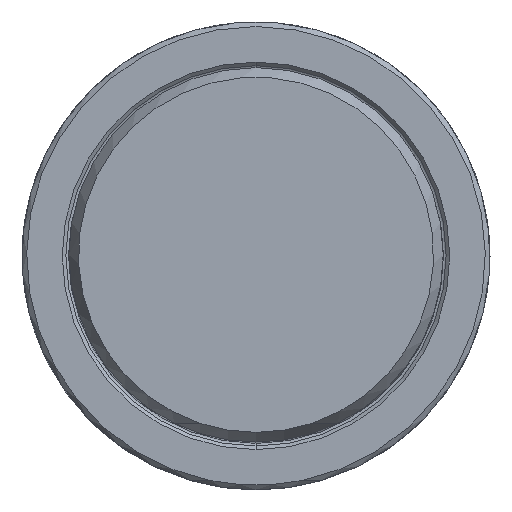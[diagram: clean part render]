
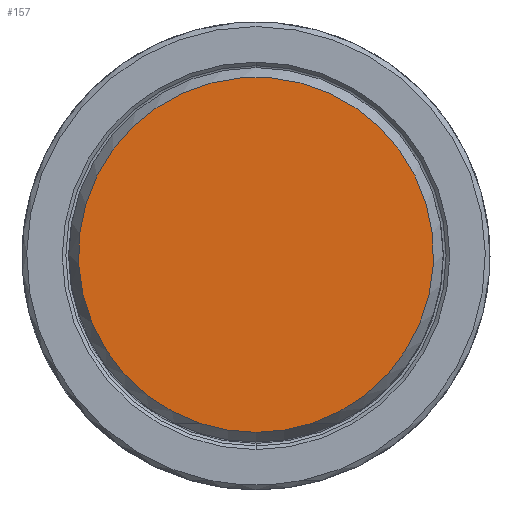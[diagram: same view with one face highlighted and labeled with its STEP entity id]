
A CAD part, top view. The second image highlights one B-rep face of the part: STEP entity #157.
In plain terms, the highlighted planar face has unit normal (0, 0, 1).
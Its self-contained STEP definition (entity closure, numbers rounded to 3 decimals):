
#58=PLANE('',#1290);
#157=ADVANCED_FACE('',(#252),#58,.F.);
#252=FACE_OUTER_BOUND('',#319,.T.);
#319=EDGE_LOOP('',(#578,#579));
#578=ORIENTED_EDGE('',*,*,#798,.T.);
#579=ORIENTED_EDGE('',*,*,#795,.T.);
#663=VERTEX_POINT('',#2624);
#664=VERTEX_POINT('',#2625);
#795=EDGE_CURVE('',#663,#664,#942,.T.);
#798=EDGE_CURVE('',#664,#663,#943,.T.);
#942=CIRCLE('',#1286,18.972);
#943=CIRCLE('',#1288,18.972);
#1286=AXIS2_PLACEMENT_3D('',#2623,#1619,#1620);
#1288=AXIS2_PLACEMENT_3D('',#2643,#1623,#1624);
#1290=AXIS2_PLACEMENT_3D('',#2645,#1627,#1628);
#1619=DIRECTION('',(0.,0.,1.));
#1620=DIRECTION('',(0.316,-0.949,0.));
#1623=DIRECTION('',(0.,0.,1.));
#1624=DIRECTION('',(-0.316,-0.949,0.));
#1627=DIRECTION('',(0.,0.,-1.));
#1628=DIRECTION('',(-1.,0.,0.));
#2623=CARTESIAN_POINT('',(0.,0.,65.));
#2624=CARTESIAN_POINT('',(5.995,-18.,65.));
#2625=CARTESIAN_POINT('',(-5.995,-18.,65.));
#2643=CARTESIAN_POINT('',(0.,0.,65.));
#2645=CARTESIAN_POINT('',(0.,0.,65.));
